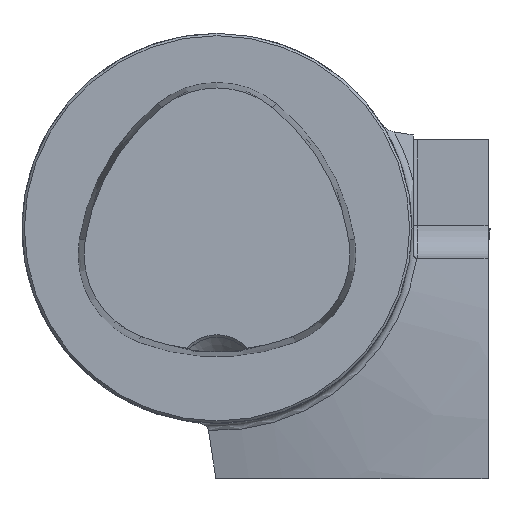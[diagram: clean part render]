
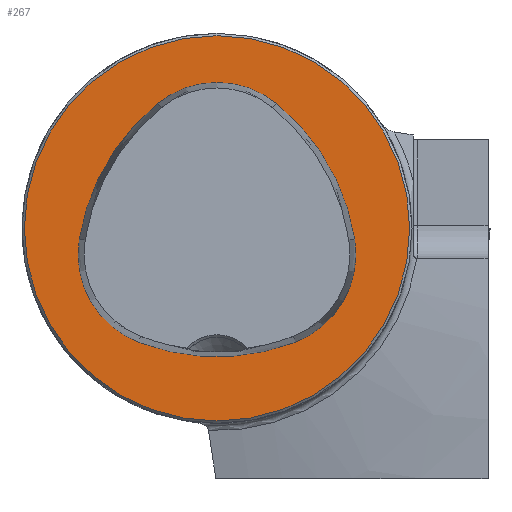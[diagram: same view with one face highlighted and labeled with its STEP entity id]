
A CAD part, top view. The second image highlights one B-rep face of the part: STEP entity #267.
In plain terms, the highlighted planar face has unit normal (0, 0, 1).
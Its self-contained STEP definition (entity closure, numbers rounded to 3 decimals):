
#106=FACE_BOUND('',#525,.T.);
#107=FACE_BOUND('',#526,.T.);
#174=CIRCLE('',#1978,28.075);
#176=CIRCLE('',#1981,28.075);
#177=CIRCLE('',#1982,12.075);
#178=CIRCLE('',#1983,28.075);
#179=CIRCLE('',#1984,12.075);
#180=CIRCLE('',#1985,12.075);
#181=CIRCLE('',#1986,24.7);
#267=ADVANCED_FACE('CU_E_LO_SU_1',(#106,#107),#357,.T.);
#357=PLANE('',#1987);
#525=EDGE_LOOP('',(#755,#756,#757,#758,#759,#760));
#526=EDGE_LOOP('',(#761));
#755=ORIENTED_EDGE('',*,*,#1420,.F.);
#756=ORIENTED_EDGE('',*,*,#1421,.F.);
#757=ORIENTED_EDGE('',*,*,#1422,.F.);
#758=ORIENTED_EDGE('',*,*,#1423,.F.);
#759=ORIENTED_EDGE('',*,*,#1417,.F.);
#760=ORIENTED_EDGE('',*,*,#1424,.F.);
#761=ORIENTED_EDGE('',*,*,#1425,.T.);
#1227=VERTEX_POINT('',#3179);
#1228=VERTEX_POINT('',#3181);
#1230=VERTEX_POINT('',#3187);
#1231=VERTEX_POINT('',#3188);
#1232=VERTEX_POINT('',#3190);
#1233=VERTEX_POINT('',#3192);
#1234=VERTEX_POINT('',#3196);
#1417=EDGE_CURVE('',#1227,#1228,#174,.T.);
#1420=EDGE_CURVE('',#1230,#1231,#176,.T.);
#1421=EDGE_CURVE('',#1232,#1230,#177,.T.);
#1422=EDGE_CURVE('',#1233,#1232,#178,.T.);
#1423=EDGE_CURVE('',#1228,#1233,#179,.T.);
#1424=EDGE_CURVE('',#1231,#1227,#180,.T.);
#1425=EDGE_CURVE('',#1234,#1234,#181,.T.);
#1978=AXIS2_PLACEMENT_3D('',#3180,#2242,#2243);
#1981=AXIS2_PLACEMENT_3D('',#3186,#2249,#2250);
#1982=AXIS2_PLACEMENT_3D('',#3189,#2251,#2252);
#1983=AXIS2_PLACEMENT_3D('',#3191,#2253,#2254);
#1984=AXIS2_PLACEMENT_3D('',#3193,#2255,#2256);
#1985=AXIS2_PLACEMENT_3D('',#3194,#2257,#2258);
#1986=AXIS2_PLACEMENT_3D('',#3195,#2259,#2260);
#1987=AXIS2_PLACEMENT_3D('',#3197,#2261,#2262);
#2242=DIRECTION('',(0.,0.,1.));
#2243=DIRECTION('',(1.,0.,0.));
#2249=DIRECTION('',(0.,0.,1.));
#2250=DIRECTION('',(1.,0.,0.));
#2251=DIRECTION('',(0.,0.,1.));
#2252=DIRECTION('',(1.,0.,0.));
#2253=DIRECTION('',(0.,0.,1.));
#2254=DIRECTION('',(1.,0.,0.));
#2255=DIRECTION('',(0.,0.,1.));
#2256=DIRECTION('',(1.,0.,0.));
#2257=DIRECTION('',(0.,0.,1.));
#2258=DIRECTION('',(1.,0.,0.));
#2259=DIRECTION('',(0.,0.,1.));
#2260=DIRECTION('',(1.,0.,0.));
#2261=DIRECTION('',(0.,0.,1.));
#2262=DIRECTION('',(1.,0.,0.));
#3179=CARTESIAN_POINT('',(-10.05,-14.595,0.));
#3180=CARTESIAN_POINT('',(0.,11.62,0.));
#3181=CARTESIAN_POINT('',(10.05,-14.595,0.));
#3186=CARTESIAN_POINT('',(10.078,-5.807,0.));
#3187=CARTESIAN_POINT('',(-7.606,15.999,0.));
#3188=CARTESIAN_POINT('',(-17.656,-1.443,0.));
#3189=CARTESIAN_POINT('',(0.,6.62,0.));
#3190=CARTESIAN_POINT('',(7.606,15.999,0.));
#3191=CARTESIAN_POINT('',(-10.078,-5.807,0.));
#3192=CARTESIAN_POINT('',(17.656,-1.443,0.));
#3193=CARTESIAN_POINT('',(5.727,-3.32,0.));
#3194=CARTESIAN_POINT('',(-5.727,-3.32,0.));
#3195=CARTESIAN_POINT('',(0.,0.,0.));
#3196=CARTESIAN_POINT('',(24.7,0.,0.));
#3197=CARTESIAN_POINT('',(0.,0.,0.));
